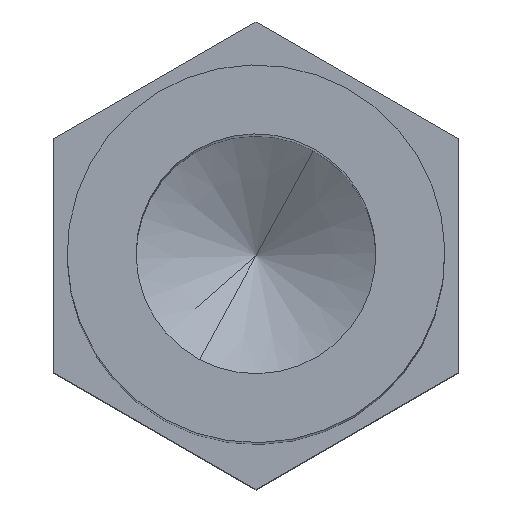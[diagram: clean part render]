
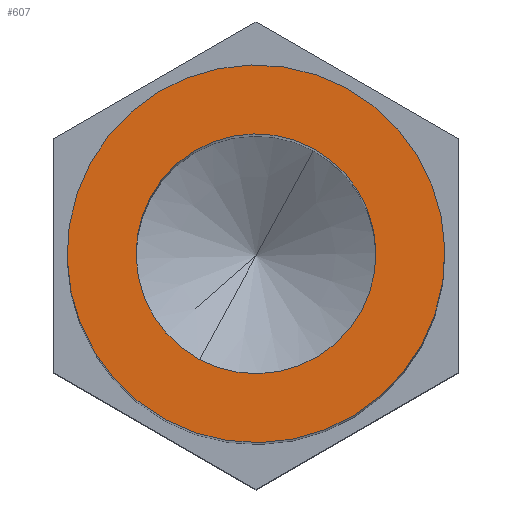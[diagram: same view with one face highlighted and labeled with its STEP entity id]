
A CAD part, top view. The second image highlights one B-rep face of the part: STEP entity #607.
In plain terms, the highlighted planar face has unit normal (0, 0, 1).
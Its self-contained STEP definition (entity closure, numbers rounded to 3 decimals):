
#537=AXIS2_PLACEMENT_3D('Circle Axis2P3D',#535,#536,$) ;
#563=AXIS2_PLACEMENT_3D('Circle Axis2P3D',#561,#562,$) ;
#583=AXIS2_PLACEMENT_3D('Plane Axis2P3D',#580,#581,#582) ;
#591=AXIS2_PLACEMENT_3D('Circle Axis2P3D',#589,#590,$) ;
#600=AXIS2_PLACEMENT_3D('Circle Axis2P3D',#598,#599,$) ;
#532=CARTESIAN_POINT('Vertex',(1.865,1.133,94.)) ;
#535=CARTESIAN_POINT('Axis2P3D Location',(3.375,3.897,94.)) ;
#539=CARTESIAN_POINT('Vertex',(4.885,6.661,94.)) ;
#561=CARTESIAN_POINT('Axis2P3D Location',(3.375,3.897,94.)) ;
#580=CARTESIAN_POINT('Axis2P3D Location',(3.375,3.897,94.)) ;
#589=CARTESIAN_POINT('Axis2P3D Location',(3.375,3.897,94.)) ;
#593=CARTESIAN_POINT('Vertex',(4.334,5.652,94.)) ;
#595=CARTESIAN_POINT('Vertex',(2.416,2.142,94.)) ;
#598=CARTESIAN_POINT('Axis2P3D Location',(3.375,3.897,94.)) ;
#536=DIRECTION('Axis2P3D Direction',(-0.,-0.,-1.)) ;
#562=DIRECTION('Axis2P3D Direction',(-0.,-0.,-1.)) ;
#581=DIRECTION('Axis2P3D Direction',(-0.,-0.,-1.)) ;
#582=DIRECTION('Axis2P3D XDirection',(0.,-1.,0.)) ;
#590=DIRECTION('Axis2P3D Direction',(-0.,-0.,-1.)) ;
#599=DIRECTION('Axis2P3D Direction',(-0.,-0.,-1.)) ;
#586=ORIENTED_EDGE('',*,*,#541,.F.) ;
#587=ORIENTED_EDGE('',*,*,#565,.F.) ;
#604=ORIENTED_EDGE('',*,*,#597,.T.) ;
#605=ORIENTED_EDGE('',*,*,#602,.T.) ;
#606=FACE_BOUND('',#603,.T.) ;
#607=ADVANCED_FACE('Koerper.2',(#588,#606),#584,.F.) ;
#538=CIRCLE('generated circle',#537,3.15) ;
#564=CIRCLE('generated circle',#563,3.15) ;
#592=CIRCLE('generated circle',#591,2.) ;
#601=CIRCLE('generated circle',#600,2.) ;
#541=EDGE_CURVE('',#533,#540,#538,.T.) ;
#565=EDGE_CURVE('',#540,#533,#564,.T.) ;
#597=EDGE_CURVE('',#594,#596,#592,.T.) ;
#602=EDGE_CURVE('',#596,#594,#601,.T.) ;
#585=EDGE_LOOP('',(#586,#587)) ;
#603=EDGE_LOOP('',(#604,#605)) ;
#588=FACE_OUTER_BOUND('',#585,.T.) ;
#584=PLANE('',#583) ;
#533=VERTEX_POINT('',#532) ;
#540=VERTEX_POINT('',#539) ;
#594=VERTEX_POINT('',#593) ;
#596=VERTEX_POINT('',#595) ;
